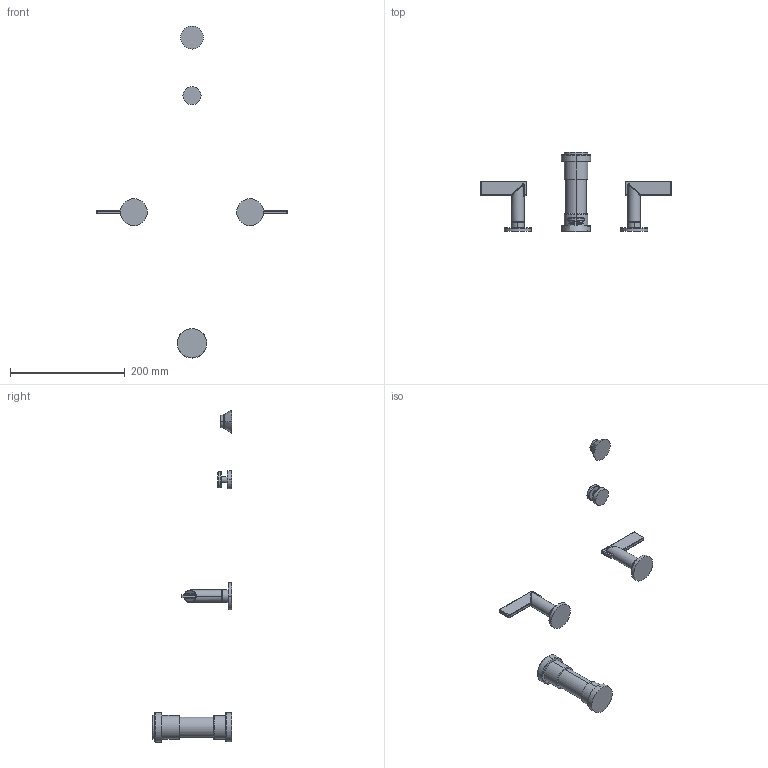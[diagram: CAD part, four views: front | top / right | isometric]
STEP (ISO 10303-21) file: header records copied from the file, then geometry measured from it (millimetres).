
FILE_DESCRIPTION((''),'2;1');
FILE_NAME('2489','2021-01-29T11:21:38',('jinson.thomas'),(''),'CREO PARAMETRIC BY PTC INC, 2018400','CREO PARAMETRIC BY PTC INC, 2018400','');
FILE_SCHEMA(('CONFIG_CONTROL_DESIGN'));
Length unit declared in the file: inch
Products named in the file (1): 2489
Bounding box: 333.25 x 138.3 x 579.12 mm (x, y, z)
Volume: 298049.5 mm3; surface area: 60127.5 mm2
Topology: 5 solids, 5 shells, 238 faces, 530 edges, 320 vertices
Faces by surface type: cylinder 88, plane 68, bspline 28, torus 28, sphere 16, cone 10
Entity records: 8079 total; most frequent: CARTESIAN_POINT 2767, DIRECTION 1170, ORIENTED_EDGE 1060, EDGE_CURVE 530, AXIS2_PLACEMENT_3D 484, VERTEX_POINT 320, CIRCLE 274, EDGE_LOOP 256
